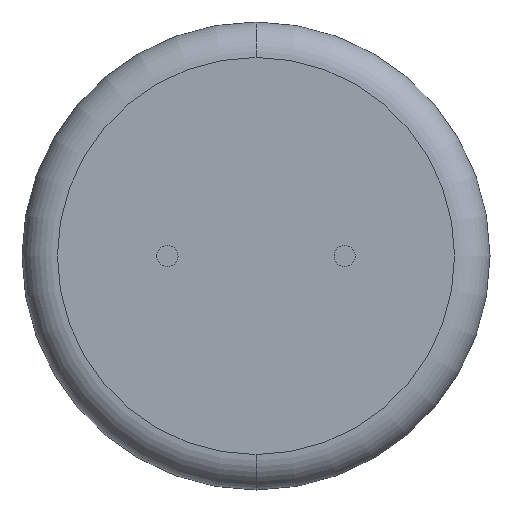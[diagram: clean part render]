
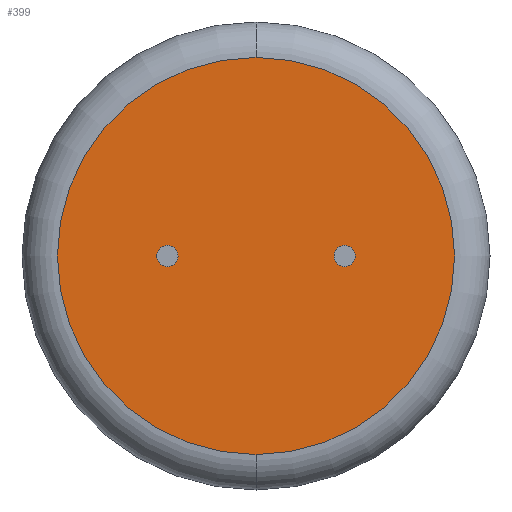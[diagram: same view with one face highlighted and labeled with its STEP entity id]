
A CAD part, front view. The second image highlights one B-rep face of the part: STEP entity #399.
In plain terms, the highlighted planar face has unit normal (0, -1, 0).
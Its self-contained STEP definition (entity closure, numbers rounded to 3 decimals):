
#10 = DIRECTION ( 'NONE',  ( 0., 0., 1. ) ) ;
#11 = DIRECTION ( 'NONE',  ( 0., -1., 0. ) ) ;
#22 = ORIENTED_EDGE ( 'NONE', *, *, #309, .F. ) ;
#27 = CIRCLE ( 'NONE', #95, 5.6 ) ;
#28 = CARTESIAN_POINT ( 'NONE',  ( 2.5, 0., 0. ) ) ;
#36 = FACE_OUTER_BOUND ( 'NONE', #98, .T. ) ;
#38 = AXIS2_PLACEMENT_3D ( 'NONE', #266, #11, #10 ) ;
#42 = VERTEX_POINT ( 'NONE', #112 ) ;
#47 = PLANE ( 'NONE',  #192 ) ;
#48 = CIRCLE ( 'NONE', #38, 5.6 ) ;
#50 = ORIENTED_EDGE ( 'NONE', *, *, #345, .T. ) ;
#56 = EDGE_LOOP ( 'NONE', ( #313, #22 ) ) ;
#65 = DIRECTION ( 'NONE',  ( 0., -1., 0. ) ) ;
#88 = FACE_BOUND ( 'NONE', #56, .T. ) ;
#95 = AXIS2_PLACEMENT_3D ( 'NONE', #147, #402, #221 ) ;
#96 = EDGE_CURVE ( 'NONE', #347, #346, #282, .T. ) ;
#98 = EDGE_LOOP ( 'NONE', ( #108, #50 ) ) ;
#104 = EDGE_CURVE ( 'NONE', #346, #347, #189, .T. ) ;
#107 = CARTESIAN_POINT ( 'NONE',  ( -2.5, 0., 0. ) ) ;
#108 = ORIENTED_EDGE ( 'NONE', *, *, #299, .T. ) ;
#112 = CARTESIAN_POINT ( 'NONE',  ( 0., 0., -5.6 ) ) ;
#115 = DIRECTION ( 'NONE',  ( 0., 0., 1. ) ) ;
#129 = AXIS2_PLACEMENT_3D ( 'NONE', #28, #371, #153 ) ;
#130 = AXIS2_PLACEMENT_3D ( 'NONE', #173, #397, #115 ) ;
#137 = DIRECTION ( 'NONE',  ( 0., 0., 1. ) ) ;
#138 = DIRECTION ( 'NONE',  ( 0., 0., 1. ) ) ;
#147 = CARTESIAN_POINT ( 'NONE',  ( 0., 0., 0. ) ) ;
#150 = CARTESIAN_POINT ( 'NONE',  ( 2.5, 0., 0.3 ) ) ;
#153 = DIRECTION ( 'NONE',  ( 0., 0., 1. ) ) ;
#169 = VERTEX_POINT ( 'NONE', #246 ) ;
#173 = CARTESIAN_POINT ( 'NONE',  ( -2.5, 0., 0. ) ) ;
#182 = ORIENTED_EDGE ( 'NONE', *, *, #104, .F. ) ;
#189 = CIRCLE ( 'NONE', #130, 0.3 ) ;
#192 = AXIS2_PLACEMENT_3D ( 'NONE', #332, #304, #137 ) ;
#221 = DIRECTION ( 'NONE',  ( 0., 0., 1. ) ) ;
#230 = CIRCLE ( 'NONE', #129, 0.3 ) ;
#241 = CARTESIAN_POINT ( 'NONE',  ( -2.5, 0., 0.3 ) ) ;
#244 = ORIENTED_EDGE ( 'NONE', *, *, #96, .F. ) ;
#246 = CARTESIAN_POINT ( 'NONE',  ( 2.5, 0., -0.3 ) ) ;
#253 = CARTESIAN_POINT ( 'NONE',  ( 0., 0., 5.6 ) ) ;
#265 = VERTEX_POINT ( 'NONE', #150 ) ;
#266 = CARTESIAN_POINT ( 'NONE',  ( 0., 0., 0. ) ) ;
#282 = CIRCLE ( 'NONE', #343, 0.3 ) ;
#287 = EDGE_CURVE ( 'NONE', #265, #169, #230, .T. ) ;
#288 = DIRECTION ( 'NONE',  ( 0., 0., 1. ) ) ;
#297 = EDGE_LOOP ( 'NONE', ( #244, #182 ) ) ;
#299 = EDGE_CURVE ( 'NONE', #312, #42, #27, .T. ) ;
#304 = DIRECTION ( 'NONE',  ( 0., 1., 0. ) ) ;
#306 = CIRCLE ( 'NONE', #353, 0.3 ) ;
#309 = EDGE_CURVE ( 'NONE', #169, #265, #306, .T. ) ;
#312 = VERTEX_POINT ( 'NONE', #253 ) ;
#313 = ORIENTED_EDGE ( 'NONE', *, *, #287, .F. ) ;
#332 = CARTESIAN_POINT ( 'NONE',  ( 0., 0., 0. ) ) ;
#334 = DIRECTION ( 'NONE',  ( 0., -1., 0. ) ) ;
#335 = FACE_BOUND ( 'NONE', #297, .T. ) ;
#343 = AXIS2_PLACEMENT_3D ( 'NONE', #107, #334, #138 ) ;
#345 = EDGE_CURVE ( 'NONE', #42, #312, #48, .T. ) ;
#346 = VERTEX_POINT ( 'NONE', #384 ) ;
#347 = VERTEX_POINT ( 'NONE', #241 ) ;
#353 = AXIS2_PLACEMENT_3D ( 'NONE', #373, #65, #288 ) ;
#371 = DIRECTION ( 'NONE',  ( 0., -1., 0. ) ) ;
#373 = CARTESIAN_POINT ( 'NONE',  ( 2.5, 0., 0. ) ) ;
#384 = CARTESIAN_POINT ( 'NONE',  ( -2.5, 0., -0.3 ) ) ;
#397 = DIRECTION ( 'NONE',  ( 0., -1., 0. ) ) ;
#399 = ADVANCED_FACE ( 'NONE', ( #88, #335, #36 ), #47, .F. ) ;
#402 = DIRECTION ( 'NONE',  ( 0., -1., 0. ) ) ;
